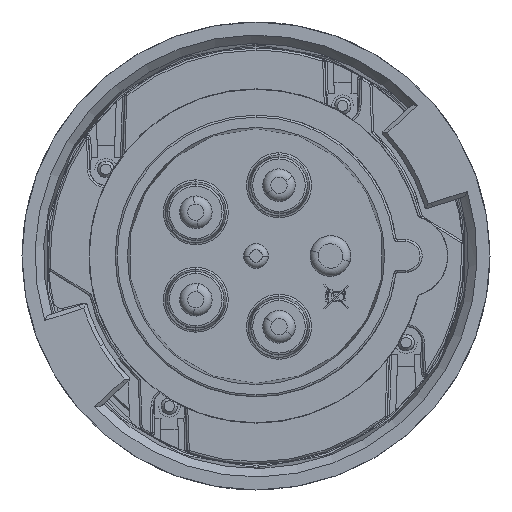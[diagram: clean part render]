
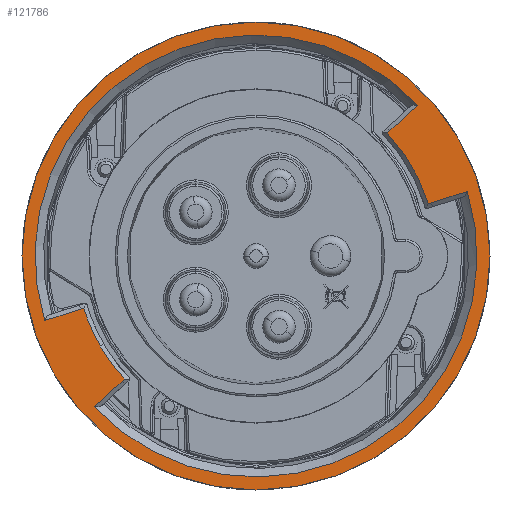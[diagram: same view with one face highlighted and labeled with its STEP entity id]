
A CAD part, left-side view. The second image highlights one B-rep face of the part: STEP entity #121786.
In plain terms, the highlighted planar face has unit normal (-1, 0, 0).
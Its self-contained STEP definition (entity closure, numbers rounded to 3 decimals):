
#1274 = CIRCLE ( 'NONE', #117476, 54.204 ) ;
#1681 = DIRECTION ( 'NONE',  ( -1., 0., 0. ) ) ;
#3804 = EDGE_LOOP ( 'NONE', ( #111707, #34580, #70902, #104107, #96920, #31565, #29529, #9189, #109846, #122159, #9105, #57589, #32642 ) ) ;
#6611 = CARTESIAN_POINT ( 'NONE',  ( -13., -53.3, 17.309 ) ) ;
#7258 = EDGE_CURVE ( 'NONE', #132750, #44404, #38160, .T. ) ;
#8955 = CARTESIAN_POINT ( 'NONE',  ( -13., 0., 0. ) ) ;
#9105 = ORIENTED_EDGE ( 'NONE', *, *, #34050, .T. ) ;
#9189 = ORIENTED_EDGE ( 'NONE', *, *, #24755, .T. ) ;
#10222 = LINE ( 'NONE', #43055, #33630 ) ;
#12252 = EDGE_LOOP ( 'NONE', ( #30379, #103572 ) ) ;
#13146 = LINE ( 'NONE', #78770, #67352 ) ;
#14086 = VERTEX_POINT ( 'NONE', #71443 ) ;
#15774 = CARTESIAN_POINT ( 'NONE',  ( -13., 0., 0. ) ) ;
#16319 = EDGE_CURVE ( 'NONE', #25150, #90271, #1274, .T. ) ;
#17640 = AXIS2_PLACEMENT_3D ( 'NONE', #8955, #54586, #128813 ) ;
#20158 = DIRECTION ( 'NONE',  ( 0., 0.866, -0.5 ) ) ;
#21702 = LINE ( 'NONE', #65931, #63298 ) ;
#24293 = CARTESIAN_POINT ( 'NONE',  ( -13., -41.64, 37.505 ) ) ;
#24755 = EDGE_CURVE ( 'NONE', #131212, #106512, #10222, .T. ) ;
#24815 = CARTESIAN_POINT ( 'NONE',  ( -13., 49.709, -28.699 ) ) ;
#24958 = DIRECTION ( 'NONE',  ( 0., -0.737, 0.676 ) ) ;
#25150 = VERTEX_POINT ( 'NONE', #44076 ) ;
#29529 = ORIENTED_EDGE ( 'NONE', *, *, #84385, .F. ) ;
#30295 = DIRECTION ( 'NONE',  ( 1., 0., 0. ) ) ;
#30379 = ORIENTED_EDGE ( 'NONE', *, *, #49132, .T. ) ;
#31562 = EDGE_CURVE ( 'NONE', #25150, #33580, #79197, .T. ) ;
#31565 = ORIENTED_EDGE ( 'NONE', *, *, #40035, .T. ) ;
#32399 = VERTEX_POINT ( 'NONE', #72710 ) ;
#32642 = ORIENTED_EDGE ( 'NONE', *, *, #16319, .F. ) ;
#33552 = CARTESIAN_POINT ( 'NONE',  ( -13., 0., 0. ) ) ;
#33580 = VERTEX_POINT ( 'NONE', #123037 ) ;
#33630 = VECTOR ( 'NONE', #53754, 1000. ) ;
#33815 = DIRECTION ( 'NONE',  ( 0., 0.866, -0.5 ) ) ;
#34050 = EDGE_CURVE ( 'NONE', #32399, #101495, #37215, .T. ) ;
#34580 = ORIENTED_EDGE ( 'NONE', *, *, #44295, .T. ) ;
#37038 = CARTESIAN_POINT ( 'NONE',  ( -13., 38.227, -22.071 ) ) ;
#37215 = LINE ( 'NONE', #124276, #122977 ) ;
#37801 = DIRECTION ( 'NONE',  ( 0., -0.737, 0.676 ) ) ;
#38160 = CIRCLE ( 'NONE', #65456, 44.141 ) ;
#40035 = EDGE_CURVE ( 'NONE', #14086, #131047, #115747, .T. ) ;
#40386 = FACE_BOUND ( 'NONE', #3804, .T. ) ;
#40621 = AXIS2_PLACEMENT_3D ( 'NONE', #98553, #30295, #73797 ) ;
#40744 = VECTOR ( 'NONE', #37801, 1000. ) ;
#43045 = EDGE_CURVE ( 'NONE', #87965, #32399, #79279, .T. ) ;
#43055 = CARTESIAN_POINT ( 'NONE',  ( -13., -40.991, 38.213 ) ) ;
#44076 = CARTESIAN_POINT ( 'NONE',  ( -13., 39.638, -36.972 ) ) ;
#44225 = CARTESIAN_POINT ( 'NONE',  ( -13., 0., 0. ) ) ;
#44295 = EDGE_CURVE ( 'NONE', #33580, #81884, #79253, .T. ) ;
#44404 = VERTEX_POINT ( 'NONE', #104851 ) ;
#45585 = CARTESIAN_POINT ( 'NONE',  ( -13., -51.838, 15.841 ) ) ;
#46144 = VECTOR ( 'NONE', #60121, 1000. ) ;
#48439 = CARTESIAN_POINT ( 'NONE',  ( -13., -41.64, 37.505 ) ) ;
#49132 = EDGE_CURVE ( 'NONE', #122539, #97859, #86473, .T. ) ;
#49392 = CARTESIAN_POINT ( 'NONE',  ( -13., -32.218, 30.173 ) ) ;
#53103 = DIRECTION ( 'NONE',  ( 0., -0.954, 0.301 ) ) ;
#53754 = DIRECTION ( 'NONE',  ( 0., 0.737, -0.676 ) ) ;
#53907 = CIRCLE ( 'NONE', #58499, 57.399 ) ;
#54586 = DIRECTION ( 'NONE',  ( -1., 0., 0. ) ) ;
#55294 = VECTOR ( 'NONE', #24958, 1000. ) ;
#57589 = ORIENTED_EDGE ( 'NONE', *, *, #58016, .T. ) ;
#58016 = EDGE_CURVE ( 'NONE', #101495, #90271, #21702, .T. ) ;
#58499 = AXIS2_PLACEMENT_3D ( 'NONE', #15774, #59303, #137017 ) ;
#59303 = DIRECTION ( 'NONE',  ( -1., 0., 0. ) ) ;
#60121 = DIRECTION ( 'NONE',  ( 0., 0.954, -0.301 ) ) ;
#61261 = EDGE_CURVE ( 'NONE', #106512, #87965, #80061, .T. ) ;
#62901 = CARTESIAN_POINT ( 'NONE',  ( -13., -49.709, 28.699 ) ) ;
#63298 = VECTOR ( 'NONE', #53103, 1000. ) ;
#65176 = AXIS2_PLACEMENT_3D ( 'NONE', #118116, #83927, #107414 ) ;
#65456 = AXIS2_PLACEMENT_3D ( 'NONE', #33552, #98462, #121248 ) ;
#65931 = CARTESIAN_POINT ( 'NONE',  ( -13., -53.589, 16.393 ) ) ;
#67352 = VECTOR ( 'NONE', #70840, 1000. ) ;
#69320 = CARTESIAN_POINT ( 'NONE',  ( -13., -40.991, 38.213 ) ) ;
#70840 = DIRECTION ( 'NONE',  ( 0., 0.954, -0.301 ) ) ;
#70902 = ORIENTED_EDGE ( 'NONE', *, *, #126899, .T. ) ;
#71443 = CARTESIAN_POINT ( 'NONE',  ( -13., 43.059, -13.073 ) ) ;
#71853 = EDGE_CURVE ( 'NONE', #44404, #14086, #13146, .T. ) ;
#72710 = CARTESIAN_POINT ( 'NONE',  ( -13., -42.24, 12.815 ) ) ;
#73797 = DIRECTION ( 'NONE',  ( 0., 0.866, -0.5 ) ) ;
#73883 = PLANE ( 'NONE',  #65176 ) ;
#74617 = FACE_OUTER_BOUND ( 'NONE', #12252, .T. ) ;
#75079 = CARTESIAN_POINT ( 'NONE',  ( -13., 0., 0. ) ) ;
#78770 = CARTESIAN_POINT ( 'NONE',  ( -13., -53.3, 17.309 ) ) ;
#79197 = LINE ( 'NONE', #48439, #55294 ) ;
#79253 = LINE ( 'NONE', #24293, #40744 ) ;
#79279 = CIRCLE ( 'NONE', #97493, 44.141 ) ;
#79671 = AXIS2_PLACEMENT_3D ( 'NONE', #75079, #128590, #20158 ) ;
#80061 = LINE ( 'NONE', #69320, #125878 ) ;
#81884 = VERTEX_POINT ( 'NONE', #97955 ) ;
#82856 = EDGE_CURVE ( 'NONE', #97859, #122539, #53907, .T. ) ;
#83927 = DIRECTION ( 'NONE',  ( -1., 0., 0. ) ) ;
#84385 = EDGE_CURVE ( 'NONE', #131212, #131047, #95058, .T. ) ;
#84405 = CARTESIAN_POINT ( 'NONE',  ( -13., 51.838, -15.841 ) ) ;
#86473 = CIRCLE ( 'NONE', #79671, 57.399 ) ;
#87965 = VERTEX_POINT ( 'NONE', #49392 ) ;
#90271 = VERTEX_POINT ( 'NONE', #45585 ) ;
#92232 = CARTESIAN_POINT ( 'NONE',  ( -13., -32.851, 30.754 ) ) ;
#95058 = CIRCLE ( 'NONE', #17640, 54.204 ) ;
#95668 = DIRECTION ( 'NONE',  ( 0., 0.866, -0.5 ) ) ;
#96920 = ORIENTED_EDGE ( 'NONE', *, *, #71853, .T. ) ;
#97493 = AXIS2_PLACEMENT_3D ( 'NONE', #44225, #117746, #95668 ) ;
#97859 = VERTEX_POINT ( 'NONE', #62901 ) ;
#97955 = CARTESIAN_POINT ( 'NONE',  ( -13., 32.218, -30.173 ) ) ;
#98462 = DIRECTION ( 'NONE',  ( 1., 0., 0. ) ) ;
#98553 = CARTESIAN_POINT ( 'NONE',  ( -13., 0., 0. ) ) ;
#100764 = DIRECTION ( 'NONE',  ( 0., -0.954, 0.301 ) ) ;
#101495 = VERTEX_POINT ( 'NONE', #133567 ) ;
#103572 = ORIENTED_EDGE ( 'NONE', *, *, #82856, .T. ) ;
#104107 = ORIENTED_EDGE ( 'NONE', *, *, #7258, .T. ) ;
#104851 = CARTESIAN_POINT ( 'NONE',  ( -13., 42.24, -12.815 ) ) ;
#106512 = VERTEX_POINT ( 'NONE', #92232 ) ;
#107414 = DIRECTION ( 'NONE',  ( 0., 0.866, -0.5 ) ) ;
#109846 = ORIENTED_EDGE ( 'NONE', *, *, #61261, .T. ) ;
#111707 = ORIENTED_EDGE ( 'NONE', *, *, #31562, .T. ) ;
#115747 = LINE ( 'NONE', #6611, #46144 ) ;
#117476 = AXIS2_PLACEMENT_3D ( 'NONE', #131561, #1681, #33815 ) ;
#117746 = DIRECTION ( 'NONE',  ( 1., 0., 0. ) ) ;
#118116 = CARTESIAN_POINT ( 'NONE',  ( -13., -49.709, 28.699 ) ) ;
#121248 = DIRECTION ( 'NONE',  ( 0., 0.866, -0.5 ) ) ;
#121786 = ADVANCED_FACE ( 'NONE', ( #40386, #74617 ), #73883, .T. ) ;
#122159 = ORIENTED_EDGE ( 'NONE', *, *, #43045, .T. ) ;
#122539 = VERTEX_POINT ( 'NONE', #24815 ) ;
#122614 = CIRCLE ( 'NONE', #40621, 44.141 ) ;
#122977 = VECTOR ( 'NONE', #100764, 1000. ) ;
#123037 = CARTESIAN_POINT ( 'NONE',  ( -13., 32.851, -30.754 ) ) ;
#124276 = CARTESIAN_POINT ( 'NONE',  ( -13., -53.589, 16.393 ) ) ;
#124663 = CARTESIAN_POINT ( 'NONE',  ( -13., -39.638, 36.972 ) ) ;
#125878 = VECTOR ( 'NONE', #132851, 1000. ) ;
#126899 = EDGE_CURVE ( 'NONE', #81884, #132750, #122614, .T. ) ;
#128590 = DIRECTION ( 'NONE',  ( -1., 0., 0. ) ) ;
#128813 = DIRECTION ( 'NONE',  ( 0., 0.866, -0.5 ) ) ;
#131047 = VERTEX_POINT ( 'NONE', #84405 ) ;
#131212 = VERTEX_POINT ( 'NONE', #124663 ) ;
#131561 = CARTESIAN_POINT ( 'NONE',  ( -13., 0., 0. ) ) ;
#132750 = VERTEX_POINT ( 'NONE', #37038 ) ;
#132851 = DIRECTION ( 'NONE',  ( 0., 0.737, -0.676 ) ) ;
#133567 = CARTESIAN_POINT ( 'NONE',  ( -13., -43.059, 13.073 ) ) ;
#137017 = DIRECTION ( 'NONE',  ( 0., 0.866, -0.5 ) ) ;
